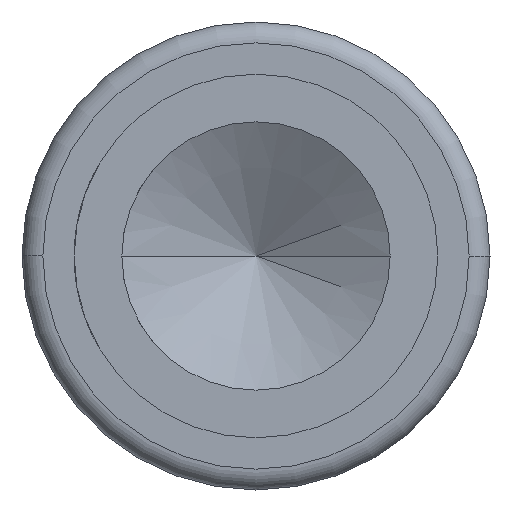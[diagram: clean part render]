
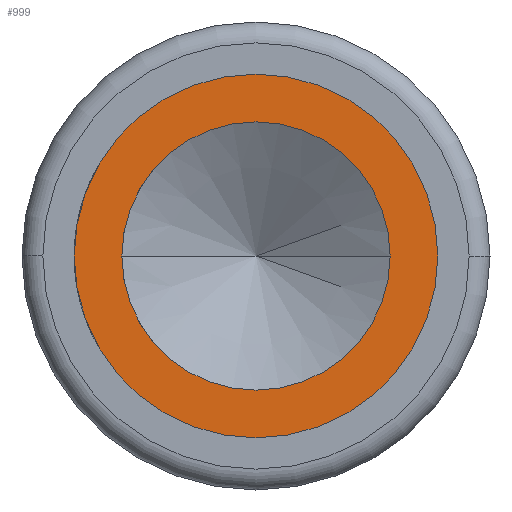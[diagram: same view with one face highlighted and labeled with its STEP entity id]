
A CAD part, front view. The second image highlights one B-rep face of the part: STEP entity #999.
In plain terms, the highlighted planar face has unit normal (0, -1, 0).
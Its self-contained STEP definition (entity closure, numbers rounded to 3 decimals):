
#314=CARTESIAN_POINT('',(0.,-6.02,0.));
#315=DIRECTION('',(0.,1.,0.));
#316=DIRECTION('',(-1.,0.,0.));
#317=AXIS2_PLACEMENT_3D('',#314,#315,#316);
#349=CARTESIAN_POINT('',(0.,-6.02,0.));
#350=DIRECTION('',(0.,-1.,0.));
#351=DIRECTION('',(-1.,0.,0.));
#352=AXIS2_PLACEMENT_3D('',#349,#350,#351);
#376=CARTESIAN_POINT('',(0.,-6.02,0.));
#377=DIRECTION('',(0.,-1.,0.));
#378=DIRECTION('',(-1.,0.,0.));
#379=AXIS2_PLACEMENT_3D('',#376,#377,#378);
#381=CARTESIAN_POINT('',(0.,-6.02,0.));
#382=DIRECTION('',(0.,1.,0.));
#383=DIRECTION('',(-1.,0.,0.));
#384=AXIS2_PLACEMENT_3D('',#381,#382,#383);
#438=CARTESIAN_POINT('',(-0.61,-6.02,0.));
#439=CARTESIAN_POINT('',(0.61,-6.02,0.));
#440=VERTEX_POINT('',#438);
#441=VERTEX_POINT('',#439);
#508=CARTESIAN_POINT('',(0.45,-6.02,0.));
#510=VERTEX_POINT('',#508);
#512=CARTESIAN_POINT('',(-0.45,-6.02,0.));
#513=VERTEX_POINT('',#512);
#986=CARTESIAN_POINT('',(0.,-6.02,0.));
#987=DIRECTION('',(0.,1.,0.));
#988=DIRECTION('',(1.,0.,0.));
#989=AXIS2_PLACEMENT_3D('',#986,#987,#988);
#990=PLANE('',#989);
#991=ORIENTED_EDGE('',*,*,#879,.F.);
#992=ORIENTED_EDGE('',*,*,#779,.T.);
#993=EDGE_LOOP('',(#991,#992));
#994=FACE_OUTER_BOUND('',#993,.F.);
#995=ORIENTED_EDGE('',*,*,#935,.F.);
#996=ORIENTED_EDGE('',*,*,#956,.T.);
#997=EDGE_LOOP('',(#995,#996));
#998=FACE_BOUND('',#997,.F.);
#999=ADVANCED_FACE('',(#994,#998),#990,.F.);
#318=CIRCLE('',#317,0.45);
#353=CIRCLE('',#352,0.45);
#380=CIRCLE('',#379,0.61);
#385=CIRCLE('',#384,0.61);
#779=EDGE_CURVE('',#440,#441,#385,.T.);
#879=EDGE_CURVE('',#440,#441,#380,.T.);
#935=EDGE_CURVE('',#513,#510,#318,.T.);
#956=EDGE_CURVE('',#513,#510,#353,.T.);
